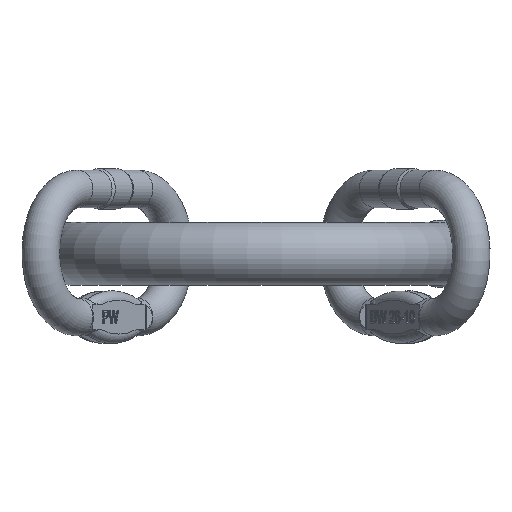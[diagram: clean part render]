
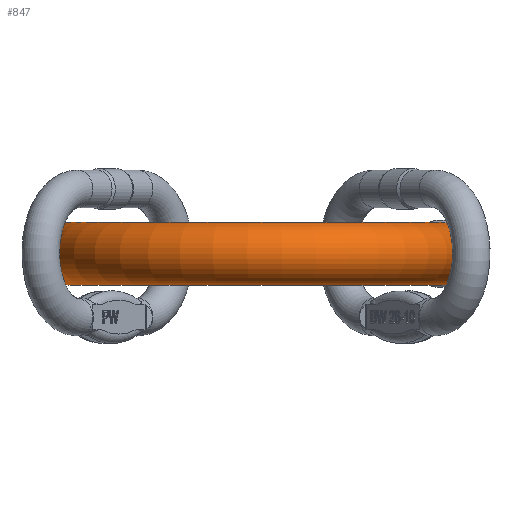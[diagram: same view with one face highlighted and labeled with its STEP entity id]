
A CAD part, front view. The second image highlights one B-rep face of the part: STEP entity #847.
In plain terms, the highlighted toroidal (fillet/blend) face has major radius 132.5 mm and minor radius 22.5 mm.
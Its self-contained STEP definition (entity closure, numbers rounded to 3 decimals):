
#659=TOROIDAL_SURFACE('',#6617,132.5,22.5);
#847=ADVANCED_FACE('',(#1360,#1361),#659,.T.);
#1274=CIRCLE('',#6604,22.5);
#1276=CIRCLE('',#6611,22.5);
#1360=FACE_BOUND('',#1569,.T.);
#1361=FACE_BOUND('',#1570,.T.);
#1569=EDGE_LOOP('',(#2870));
#1570=EDGE_LOOP('',(#2871));
#2870=ORIENTED_EDGE('',*,*,#4859,.F.);
#2871=ORIENTED_EDGE('',*,*,#4875,.T.);
#4181=VERTEX_POINT('',#10269);
#4193=VERTEX_POINT('',#10404);
#4859=EDGE_CURVE('',#4181,#4181,#1274,.T.);
#4875=EDGE_CURVE('',#4193,#4193,#1276,.T.);
#6604=AXIS2_PLACEMENT_3D('',#10268,#7293,#7294);
#6611=AXIS2_PLACEMENT_3D('',#10403,#7307,#7308);
#6617=AXIS2_PLACEMENT_3D('',#10412,#7319,#7320);
#7293=DIRECTION('',(0.,1.,0.));
#7294=DIRECTION('',(-1.,0.,0.));
#7307=DIRECTION('',(0.,-1.,0.));
#7308=DIRECTION('',(1.,0.,0.));
#7319=DIRECTION('',(0.,0.,-1.));
#7320=DIRECTION('',(-1.,0.,0.));
#10268=CARTESIAN_POINT('',(132.5,-105.,0.));
#10269=CARTESIAN_POINT('',(110.,-105.,0.));
#10403=CARTESIAN_POINT('',(-132.5,-105.,0.));
#10404=CARTESIAN_POINT('',(-110.,-105.,0.));
#10412=CARTESIAN_POINT('',(0.,-105.,0.));
